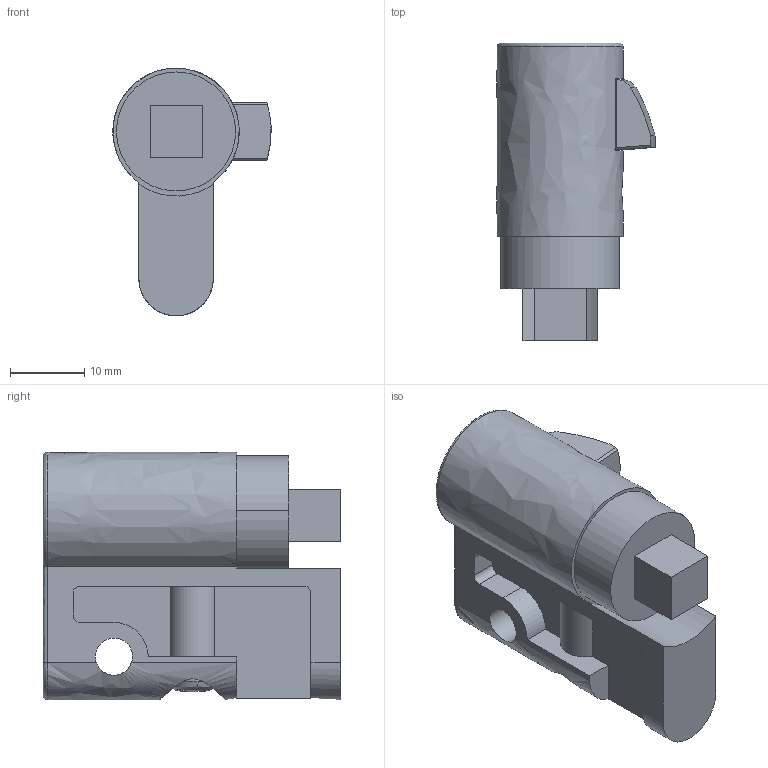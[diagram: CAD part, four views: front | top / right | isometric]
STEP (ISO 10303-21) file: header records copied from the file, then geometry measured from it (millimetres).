
FILE_DESCRIPTION((''),'2;1');
FILE_NAME('','2006-10-31T07:57:13',(''),(''),'','CADfix','');
FILE_SCHEMA(('AUTOMOTIVE_DESIGN'));
Length unit declared in the file: millimetre
Products named in the file (1): lock
Bounding box: 21.3 x 40 x 33.3 mm (x, y, z)
Volume: 11808 mm3; surface area: 5598 mm2
Topology: 1 solids, 1 shells, 103 faces, 298 edges, 201 vertices
Faces by surface type: bspline 103
Entity records: 3961 total; most frequent: CARTESIAN_POINT 2252, ORIENTED_EDGE 596, EDGE_CURVE 298, VERTEX_POINT 201, QUASI_UNIFORM_CURVE 175, EDGE_LOOP 109, FACE_OUTER_BOUND 103, ADVANCED_FACE 103
